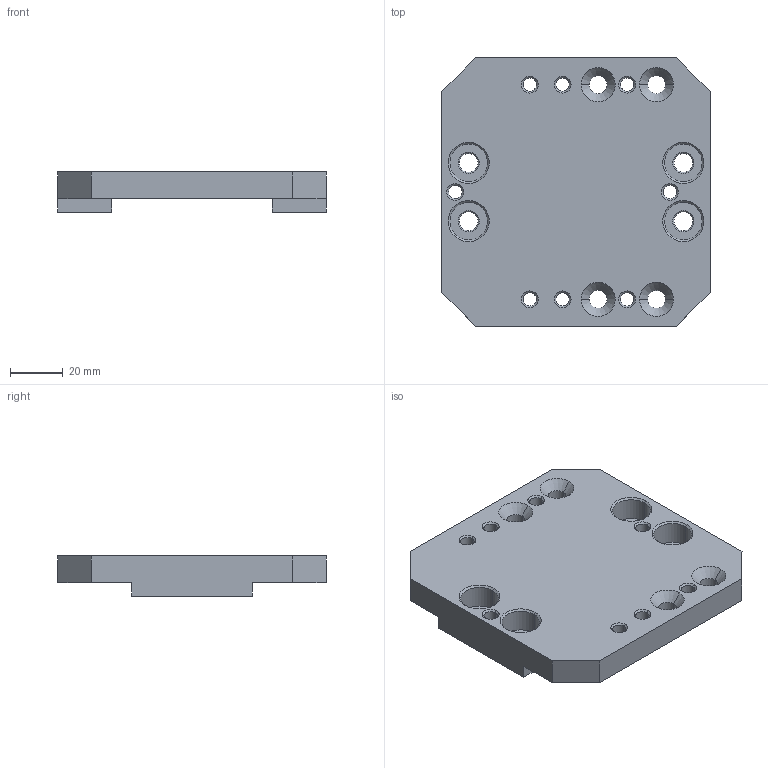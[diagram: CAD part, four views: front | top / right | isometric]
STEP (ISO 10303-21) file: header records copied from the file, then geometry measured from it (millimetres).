
FILE_DESCRIPTION (( 'STEP AP214' ), '1' );
FILE_NAME ('D1000895 Plate 2 for SEI Vibration absorber 5 Lb version.STEP', '2019-10-03T17:14:26', ( '' ), ( '' ), 'SwSTEP 2.0', 'SolidWorks 2019', '' );
FILE_SCHEMA (( 'AUTOMOTIVE_DESIGN' ));
Length unit declared in the file: inch
Products named in the file (1): D1000895 Plate 2 for SEI Vibration absorber 5 Lb version
Bounding box: 101.6 x 101.6 x 15.24 mm (x, y, z)
Volume: 100121.4 mm3; surface area: 28498.7 mm2
Topology: 1 solids, 1 shells, 114 faces, 272 edges, 164 vertices
Faces by surface type: cone 52, cylinder 40, plane 22
Entity records: 3617 total; most frequent: DIRECTION 634, CARTESIAN_POINT 551, ORIENTED_EDGE 544, EDGE_CURVE 272, AXIS2_PLACEMENT_3D 247, VERTEX_POINT 164, EDGE_LOOP 150, VECTOR 140
